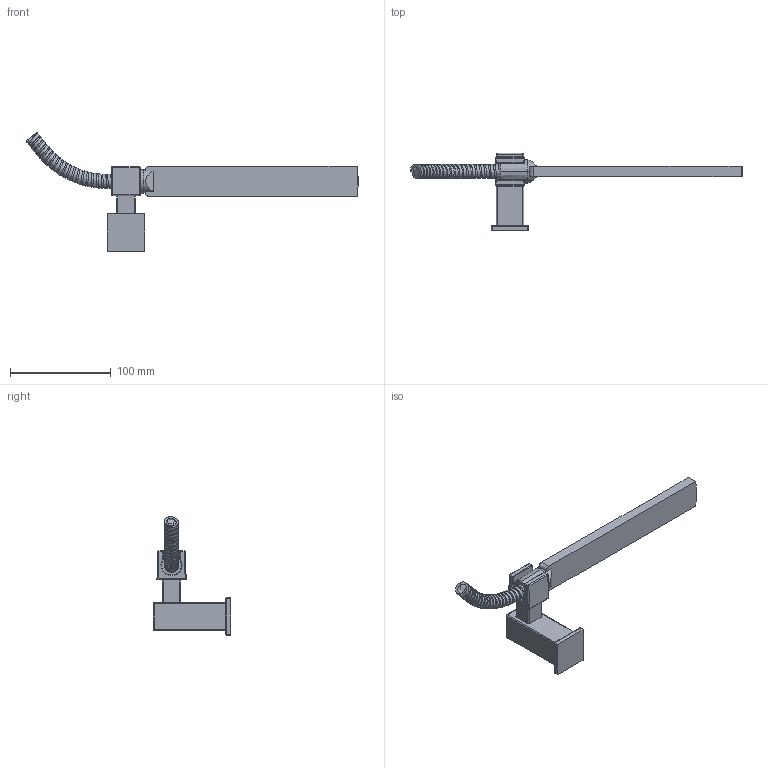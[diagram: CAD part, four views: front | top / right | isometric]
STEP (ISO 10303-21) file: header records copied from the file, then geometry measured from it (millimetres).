
FILE_DESCRIPTION((''),'2;1');
FILE_NAME('ZDUP058CR','2021-11-15T09:44:06',('ut3'),('PAFFONI SpA'),'CREO PARAMETRIC BY PTC INC, 2020044','CREO PARAMETRIC BY PTC INC, 2020044','');
FILE_SCHEMA(('CONFIG_CONTROL_DESIGN','SHAPE_APPEARANCE_LAYERS_GROUPS'));
Length unit declared in the file: millimetre
Products named in the file (1): ZDUP058CR
Bounding box: 329.19 x 77 x 117.34 mm (x, y, z)
Volume: 161075 mm3; surface area: 47031.8 mm2
Topology: 1 solids, 1 shells, 420 faces, 1105 edges, 702 vertices
Faces by surface type: plane 275, cylinder 67, bspline 51, sphere 18, torus 6, cone 3
Entity records: 27761 total; most frequent: CARTESIAN_POINT 14482, ORIENTED_EDGE 2200, DIRECTION 1942, EDGE_CURVE 1100, VECTOR 826, LINE 826, VERTEX_POINT 700, AXIS2_PLACEMENT_3D 558
